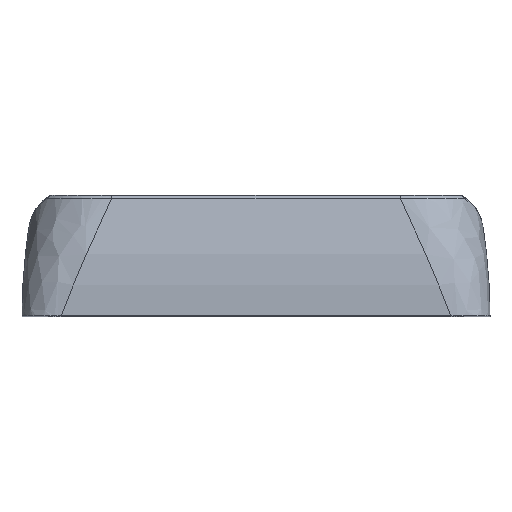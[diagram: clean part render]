
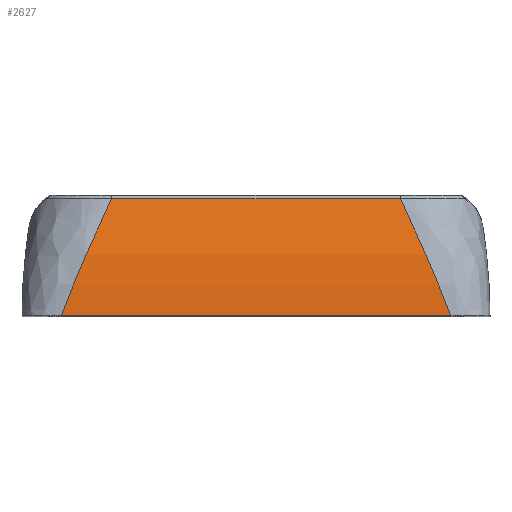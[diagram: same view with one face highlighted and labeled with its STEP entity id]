
A CAD part, top view. The second image highlights one B-rep face of the part: STEP entity #2627.
In plain terms, the highlighted free-form (B-spline) face has degree [1, 2] with [2, 3] control points.
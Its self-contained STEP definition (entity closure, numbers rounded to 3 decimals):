
#37=(
BOUNDED_SURFACE()
B_SPLINE_SURFACE(1,2,((#5876,#5877,#5878),(#5879,#5880,#5881)),
 .UNSPECIFIED.,.F.,.F.,.F.)
B_SPLINE_SURFACE_WITH_KNOTS((2,2),(3,3),(-0.623,0.623),
(-1.956,-1.571),.UNSPECIFIED.)
GEOMETRIC_REPRESENTATION_ITEM()
RATIONAL_B_SPLINE_SURFACE(((1.,0.982,1.),(1.,0.982,
1.)))
REPRESENTATION_ITEM('')
SURFACE()
);
#132=B_SPLINE_CURVE_WITH_KNOTS('',3,(#5742,#5743,#5744,#5745),
 .UNSPECIFIED.,.F.,.F.,(4,4),(-0.384,-0.151),
 .UNSPECIFIED.);
#133=B_SPLINE_CURVE_WITH_KNOTS('',3,(#5746,#5747,#5748,#5749,#5750,#5751,
#5752),.UNSPECIFIED.,.F.,.F.,(4,3,4),(-0.151,0.,
0.056),.UNSPECIFIED.);
#140=B_SPLINE_CURVE_WITH_KNOTS('',3,(#5883,#5884,#5885,#5886),
 .UNSPECIFIED.,.F.,.F.,(4,4),(-0.232,0.),
 .UNSPECIFIED.);
#141=B_SPLINE_CURVE_WITH_KNOTS('',3,(#5887,#5888,#5889,#5890,#5891,#5892,
#5893,#5894,#5895,#5896),.UNSPECIFIED.,.F.,.F.,(4,3,3,4),(-0.439,
-0.384,-0.364,-0.232),.UNSPECIFIED.);
#354=FACE_OUTER_BOUND('',#505,.T.);
#505=EDGE_LOOP('',(#2367,#2368,#2369,#2370,#2371,#2372));
#743=LINE('',#4828,#989);
#747=LINE('',#5194,#993);
#989=VECTOR('',#3243,9.749);
#993=VECTOR('',#3263,9.749);
#1196=VERTEX_POINT('',#4806);
#1198=VERTEX_POINT('',#4827);
#1211=VERTEX_POINT('',#5192);
#1212=VERTEX_POINT('',#5193);
#1236=VERTEX_POINT('',#5741);
#1240=VERTEX_POINT('',#5882);
#1552=EDGE_CURVE('',#1196,#1198,#743,.T.);
#1578=EDGE_CURVE('',#1211,#1212,#747,.T.);
#1612=EDGE_CURVE('',#1211,#1236,#132,.T.);
#1613=EDGE_CURVE('',#1236,#1196,#133,.T.);
#1620=EDGE_CURVE('',#1240,#1212,#140,.T.);
#1621=EDGE_CURVE('',#1198,#1240,#141,.T.);
#2367=ORIENTED_EDGE('',*,*,#1612,.F.);
#2368=ORIENTED_EDGE('',*,*,#1578,.T.);
#2369=ORIENTED_EDGE('',*,*,#1620,.F.);
#2370=ORIENTED_EDGE('',*,*,#1621,.F.);
#2371=ORIENTED_EDGE('',*,*,#1552,.F.);
#2372=ORIENTED_EDGE('',*,*,#1613,.F.);
#2627=ADVANCED_FACE('',(#354),#37,.F.);
#3243=DIRECTION('',(1.,0.,0.));
#3263=DIRECTION('',(1.,0.,0.));
#4806=CARTESIAN_POINT('',(-39.283,7.875,-148.183));
#4827=CARTESIAN_POINT('',(-28.517,7.875,-148.183));
#4828=CARTESIAN_POINT('',(-33.9,7.875,-148.183));
#5192=CARTESIAN_POINT('',(-41.163,3.5,-147.4));
#5193=CARTESIAN_POINT('',(-26.637,3.5,-147.4));
#5194=CARTESIAN_POINT('',(-33.9,3.5,-147.4));
#5741=CARTESIAN_POINT('',(-40.231,5.8,-147.61));
#5742=CARTESIAN_POINT('Ctrl Pts',(-41.163,3.5,-147.4));
#5743=CARTESIAN_POINT('Ctrl Pts',(-40.882,4.256,-147.4));
#5744=CARTESIAN_POINT('Ctrl Pts',(-40.568,5.025,-147.466));
#5745=CARTESIAN_POINT('Ctrl Pts',(-40.231,5.799,-147.61));
#5746=CARTESIAN_POINT('Ctrl Pts',(-40.231,5.799,-147.61));
#5747=CARTESIAN_POINT('Ctrl Pts',(-40.011,6.304,-147.703));
#5748=CARTESIAN_POINT('Ctrl Pts',(-39.781,6.811,-147.829));
#5749=CARTESIAN_POINT('Ctrl Pts',(-39.545,7.318,-147.991));
#5750=CARTESIAN_POINT('Ctrl Pts',(-39.459,7.504,-148.05));
#5751=CARTESIAN_POINT('Ctrl Pts',(-39.371,7.69,-148.114));
#5752=CARTESIAN_POINT('Ctrl Pts',(-39.283,7.875,-148.183));
#5876=CARTESIAN_POINT('Ctrl Pts',(-41.163,7.875,-148.183));
#5877=CARTESIAN_POINT('Ctrl Pts',(-41.163,5.771,-147.4));
#5878=CARTESIAN_POINT('Ctrl Pts',(-41.163,3.5,-147.4));
#5879=CARTESIAN_POINT('Ctrl Pts',(-26.637,7.875,-148.183));
#5880=CARTESIAN_POINT('Ctrl Pts',(-26.637,5.771,-147.4));
#5881=CARTESIAN_POINT('Ctrl Pts',(-26.637,3.5,-147.4));
#5882=CARTESIAN_POINT('',(-27.569,5.8,-147.61));
#5883=CARTESIAN_POINT('Ctrl Pts',(-27.569,5.8,-147.61));
#5884=CARTESIAN_POINT('Ctrl Pts',(-27.232,5.026,-147.467));
#5885=CARTESIAN_POINT('Ctrl Pts',(-26.918,4.256,-147.4));
#5886=CARTESIAN_POINT('Ctrl Pts',(-26.637,3.5,-147.4));
#5887=CARTESIAN_POINT('Ctrl Pts',(-28.517,7.875,-148.183));
#5888=CARTESIAN_POINT('Ctrl Pts',(-28.429,7.69,-148.114));
#5889=CARTESIAN_POINT('Ctrl Pts',(-28.341,7.504,-148.05));
#5890=CARTESIAN_POINT('Ctrl Pts',(-28.255,7.318,-147.991));
#5891=CARTESIAN_POINT('Ctrl Pts',(-28.224,7.252,-147.97));
#5892=CARTESIAN_POINT('Ctrl Pts',(-28.193,7.186,-147.949));
#5893=CARTESIAN_POINT('Ctrl Pts',(-28.163,7.12,-147.93));
#5894=CARTESIAN_POINT('Ctrl Pts',(-27.959,6.68,-147.797));
#5895=CARTESIAN_POINT('Ctrl Pts',(-27.761,6.239,-147.691));
#5896=CARTESIAN_POINT('Ctrl Pts',(-27.569,5.8,-147.61));
